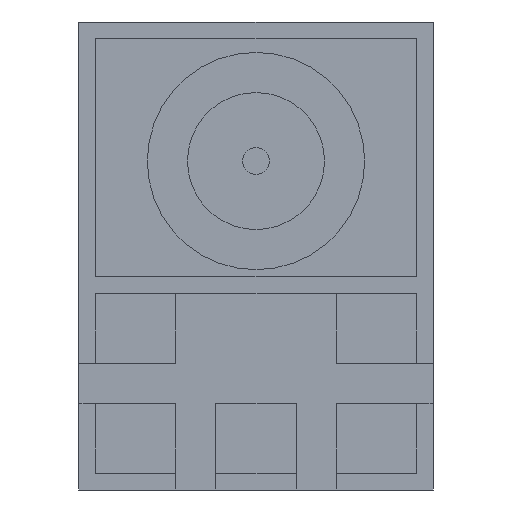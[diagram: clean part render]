
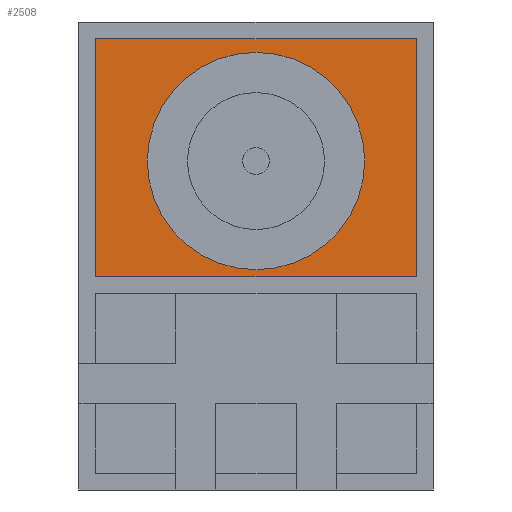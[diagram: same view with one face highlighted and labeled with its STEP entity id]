
A CAD part, front view. The second image highlights one B-rep face of the part: STEP entity #2508.
In plain terms, the highlighted planar face has unit normal (0, -1, 0).
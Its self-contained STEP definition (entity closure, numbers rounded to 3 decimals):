
#792=CARTESIAN_POINT('',(0.,0.025,0.71));
#793=DIRECTION('',(0.,1.,0.));
#794=DIRECTION('',(-1.,0.,0.));
#795=AXIS2_PLACEMENT_3D('',#792,#793,#794);
#797=CARTESIAN_POINT('',(0.,0.025,0.71));
#798=DIRECTION('',(0.,1.,0.));
#799=DIRECTION('',(1.,0.,0.));
#800=AXIS2_PLACEMENT_3D('',#797,#798,#799);
#802=DIRECTION('',(0.,0.,1.));
#803=VECTOR('',#802,1.781);
#804=CARTESIAN_POINT('',(1.2,0.025,-0.156));
#805=LINE('',#804,#803);
#806=DIRECTION('',(1.,0.,0.));
#807=VECTOR('',#806,2.4);
#808=CARTESIAN_POINT('',(-1.2,0.025,-0.156));
#809=LINE('',#808,#807);
#810=DIRECTION('',(0.,0.,-1.));
#811=VECTOR('',#810,1.781);
#812=CARTESIAN_POINT('',(-1.2,0.025,1.625));
#813=LINE('',#812,#811);
#814=DIRECTION('',(-1.,0.,0.));
#815=VECTOR('',#814,2.4);
#816=CARTESIAN_POINT('',(1.2,0.025,1.625));
#817=LINE('',#816,#815);
#1294=CARTESIAN_POINT('',(-0.813,0.025,0.71));
#1295=CARTESIAN_POINT('',(0.812,0.025,0.71));
#1296=VERTEX_POINT('',#1294);
#1297=VERTEX_POINT('',#1295);
#1298=CARTESIAN_POINT('',(1.2,0.025,-0.156));
#1299=CARTESIAN_POINT('',(1.2,0.025,1.625));
#1300=VERTEX_POINT('',#1298);
#1301=VERTEX_POINT('',#1299);
#1302=CARTESIAN_POINT('',(-1.2,0.025,1.625));
#1303=VERTEX_POINT('',#1302);
#1304=CARTESIAN_POINT('',(-1.2,0.025,-0.156));
#1305=VERTEX_POINT('',#1304);
#2489=CARTESIAN_POINT('',(0.,0.025,0.));
#2490=DIRECTION('',(0.,-1.,0.));
#2491=DIRECTION('',(-1.,0.,0.));
#2492=AXIS2_PLACEMENT_3D('',#2489,#2490,#2491);
#2493=PLANE('',#2492);
#2495=ORIENTED_EDGE('',*,*,#2494,.F.);
#2497=ORIENTED_EDGE('',*,*,#2496,.F.);
#2499=ORIENTED_EDGE('',*,*,#2498,.F.);
#2501=ORIENTED_EDGE('',*,*,#2500,.F.);
#2502=EDGE_LOOP('',(#2495,#2497,#2499,#2501));
#2503=FACE_OUTER_BOUND('',#2502,.F.);
#2504=ORIENTED_EDGE('',*,*,#2468,.F.);
#2505=ORIENTED_EDGE('',*,*,#2482,.F.);
#2506=EDGE_LOOP('',(#2504,#2505));
#2507=FACE_BOUND('',#2506,.F.);
#2508=ADVANCED_FACE('',(#2503,#2507),#2493,.T.);
#796=CIRCLE('',#795,0.813);
#801=CIRCLE('',#800,0.813);
#2468=EDGE_CURVE('',#1296,#1297,#796,.T.);
#2482=EDGE_CURVE('',#1297,#1296,#801,.T.);
#2494=EDGE_CURVE('',#1300,#1301,#805,.T.);
#2496=EDGE_CURVE('',#1305,#1300,#809,.T.);
#2498=EDGE_CURVE('',#1303,#1305,#813,.T.);
#2500=EDGE_CURVE('',#1301,#1303,#817,.T.);
